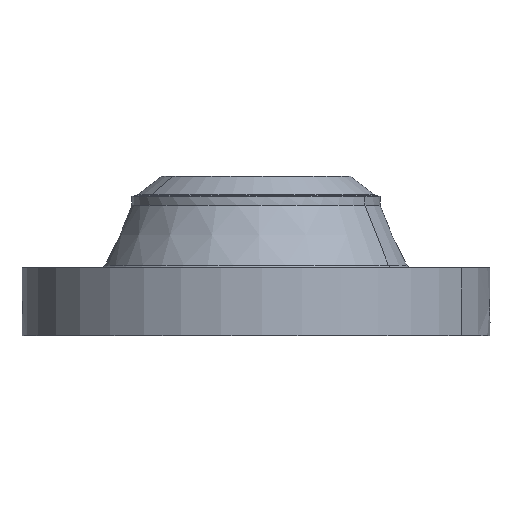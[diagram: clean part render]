
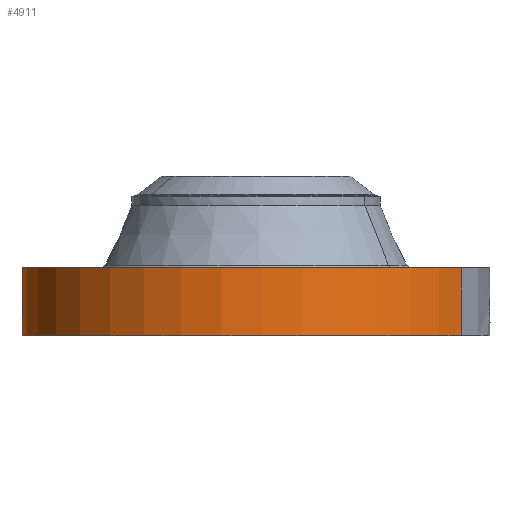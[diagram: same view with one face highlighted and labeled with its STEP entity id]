
A CAD part, left-side view. The second image highlights one B-rep face of the part: STEP entity #4911.
In plain terms, the highlighted cylindrical face has radius 158.75 mm (diameter 317.5 mm), a partial arc.
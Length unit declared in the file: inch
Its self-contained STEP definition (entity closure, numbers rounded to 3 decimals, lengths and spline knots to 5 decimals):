
#3849=AXIS2_PLACEMENT_3D('Circle Axis2P3D',#3847,#3848,$) ;
#4303=AXIS2_PLACEMENT_3D('Circle Axis2P3D',#4301,#4302,$) ;
#4807=AXIS2_PLACEMENT_3D('Cylinder Axis2P3D',#4804,#4805,#4806) ;
#3847=CARTESIAN_POINT('Axis2P3D Location',(0.,0.,0.)) ;
#3851=CARTESIAN_POINT('Vertex',(-2.99641,-5.48489,0.)) ;
#3853=CARTESIAN_POINT('Vertex',(2.99641,5.48489,0.)) ;
#4296=CARTESIAN_POINT('Vertex',(2.99641,5.48489,1.813)) ;
#4298=CARTESIAN_POINT('Vertex',(-2.99641,-5.48489,1.813)) ;
#4301=CARTESIAN_POINT('Axis2P3D Location',(0.,0.,1.813)) ;
#4804=CARTESIAN_POINT('Axis2P3D Location',(0.,0.,2.1265)) ;
#4809=CARTESIAN_POINT('Line Origine',(-2.99641,-5.48489,0.9065)) ;
#4814=CARTESIAN_POINT('Line Origine',(2.99641,5.48489,0.9065)) ;
#4826=CARTESIAN_POINT('Control Point',(-0.06146,6.2497,1.09873)) ;
#4827=CARTESIAN_POINT('Control Point',(-0.04142,6.24989,1.10227)) ;
#4828=CARTESIAN_POINT('Control Point',(-0.02107,6.25,1.10408)) ;
#4829=CARTESIAN_POINT('Control Point',(-0.00072,6.25,1.10412)) ;
#4830=CARTESIAN_POINT('Vertex',(-0.06145,6.2497,1.09874)) ;
#4832=CARTESIAN_POINT('Vertex',(-0.00072,6.25,1.10412)) ;
#4836=CARTESIAN_POINT('Control Point',(-0.06145,6.2497,1.09874)) ;
#4837=CARTESIAN_POINT('Control Point',(-0.0996,6.24932,1.09347)) ;
#4838=CARTESIAN_POINT('Control Point',(-0.1369,6.24859,1.0813)) ;
#4839=CARTESIAN_POINT('Control Point',(-0.17107,6.24766,1.06317)) ;
#4840=CARTESIAN_POINT('Vertex',(-0.17107,6.24766,1.06317)) ;
#4844=CARTESIAN_POINT('Control Point',(-0.02962,6.24993,0.34109)) ;
#4845=CARTESIAN_POINT('Control Point',(-0.08507,6.24967,0.34817)) ;
#4846=CARTESIAN_POINT('Control Point',(-0.1389,6.2488,0.36572)) ;
#4847=CARTESIAN_POINT('Control Point',(-0.18831,6.2474,0.39315)) ;
#4848=CARTESIAN_POINT('Control Point',(-0.27645,6.24416,0.46546)) ;
#4849=CARTESIAN_POINT('Control Point',(-0.33331,6.24118,0.56232)) ;
#4850=CARTESIAN_POINT('Control Point',(-0.35308,6.24003,0.61611)) ;
#4851=CARTESIAN_POINT('Control Point',(-0.36915,6.23909,0.7046)) ;
#4852=CARTESIAN_POINT('Control Point',(-0.36095,6.23957,0.79253)) ;
#4853=CARTESIAN_POINT('Control Point',(-0.35458,6.23994,0.82463)) ;
#4854=CARTESIAN_POINT('Control Point',(-0.33041,6.24131,0.90289)) ;
#4855=CARTESIAN_POINT('Control Point',(-0.28646,6.24353,0.97242)) ;
#4856=CARTESIAN_POINT('Control Point',(-0.25327,6.24503,1.00959)) ;
#4857=CARTESIAN_POINT('Control Point',(-0.21421,6.24648,1.04028)) ;
#4858=CARTESIAN_POINT('Control Point',(-0.17107,6.24766,1.06317)) ;
#4859=CARTESIAN_POINT('Vertex',(-0.02962,6.24993,0.34109)) ;
#4863=CARTESIAN_POINT('Control Point',(-0.02962,6.24993,0.34109)) ;
#4864=CARTESIAN_POINT('Control Point',(-0.01974,6.24998,0.34086)) ;
#4865=CARTESIAN_POINT('Control Point',(-0.00986,6.25,0.34096)) ;
#4866=CARTESIAN_POINT('Control Point',(0.,6.25,0.34137)) ;
#4867=CARTESIAN_POINT('Vertex',(0.,6.25,0.34137)) ;
#4871=CARTESIAN_POINT('Control Point',(0.19391,6.24699,0.39506)) ;
#4872=CARTESIAN_POINT('Control Point',(0.1347,6.24883,0.36255)) ;
#4873=CARTESIAN_POINT('Control Point',(0.0678,6.25,0.34425)) ;
#4874=CARTESIAN_POINT('Control Point',(0.,6.25,0.34137)) ;
#4875=CARTESIAN_POINT('Vertex',(0.19391,6.24699,0.39506)) ;
#4879=CARTESIAN_POINT('Control Point',(0.19391,6.24699,0.39506)) ;
#4880=CARTESIAN_POINT('Control Point',(0.22336,6.24608,0.41124)) ;
#4881=CARTESIAN_POINT('Control Point',(0.25122,6.24504,0.43031)) ;
#4882=CARTESIAN_POINT('Control Point',(0.27708,6.24393,0.45213)) ;
#4883=CARTESIAN_POINT('Control Point',(0.34494,6.24068,0.52269)) ;
#4884=CARTESIAN_POINT('Control Point',(0.38913,6.23794,0.61169)) ;
#4885=CARTESIAN_POINT('Control Point',(0.40517,6.23683,0.67566)) ;
#4886=CARTESIAN_POINT('Control Point',(0.40732,6.23675,0.78956)) ;
#4887=CARTESIAN_POINT('Control Point',(0.36819,6.23918,0.89414)) ;
#4888=CARTESIAN_POINT('Control Point',(0.34434,6.2406,0.93551)) ;
#4889=CARTESIAN_POINT('Control Point',(0.27483,6.24427,1.02151)) ;
#4890=CARTESIAN_POINT('Control Point',(0.18052,6.24777,1.07763)) ;
#4891=CARTESIAN_POINT('Control Point',(0.12139,6.24927,1.09831)) ;
#4892=CARTESIAN_POINT('Control Point',(0.06023,6.25,1.10711)) ;
#4893=CARTESIAN_POINT('Control Point',(-0.00003,6.25,1.10415)) ;
#4894=CARTESIAN_POINT('Vertex',(-0.00003,6.25,1.10415)) ;
#4898=CARTESIAN_POINT('Control Point',(-0.00072,6.25,1.10412)) ;
#4899=CARTESIAN_POINT('Control Point',(-0.00037,6.25,1.10414)) ;
#4900=CARTESIAN_POINT('Control Point',(-0.00003,6.25,1.10415)) ;
#3848=DIRECTION('Axis2P3D Direction',(0.,0.,-0.039)) ;
#4302=DIRECTION('Axis2P3D Direction',(0.,0.,-0.039)) ;
#4805=DIRECTION('Axis2P3D Direction',(0.,0.,-0.039)) ;
#4806=DIRECTION('Axis2P3D XDirection',(0.019,0.035,0.)) ;
#4810=DIRECTION('Vector Direction',(0.,0.,-0.039)) ;
#4815=DIRECTION('Vector Direction',(0.,0.,-0.039)) ;
#4811=VECTOR('Line Direction',#4810,0.03937) ;
#4816=VECTOR('Line Direction',#4815,0.03937) ;
#4820=ORIENTED_EDGE('',*,*,#3855,.F.) ;
#4821=ORIENTED_EDGE('',*,*,#4813,.T.) ;
#4822=ORIENTED_EDGE('',*,*,#4305,.T.) ;
#4823=ORIENTED_EDGE('',*,*,#4818,.F.) ;
#4903=ORIENTED_EDGE('',*,*,#4834,.F.) ;
#4904=ORIENTED_EDGE('',*,*,#4842,.T.) ;
#4905=ORIENTED_EDGE('',*,*,#4861,.F.) ;
#4906=ORIENTED_EDGE('',*,*,#4869,.T.) ;
#4907=ORIENTED_EDGE('',*,*,#4877,.F.) ;
#4908=ORIENTED_EDGE('',*,*,#4896,.T.) ;
#4909=ORIENTED_EDGE('',*,*,#4901,.F.) ;
#4910=FACE_BOUND('',#4902,.T.) ;
#4911=ADVANCED_FACE('PartBody',(#4824,#4910),#4808,.T.) ;
#4825=B_SPLINE_CURVE_WITH_KNOTS('',3,(#4826,#4827,#4828,#4829),.UNSPECIFIED.,.F.,.U.,(4,4),(4.26351,6.52163),.UNSPECIFIED.) ;
#4835=B_SPLINE_CURVE_WITH_KNOTS('',3,(#4836,#4837,#4838,#4839),.UNSPECIFIED.,.F.,.U.,(4,4),(0.,4.32778),.UNSPECIFIED.) ;
#4843=B_SPLINE_CURVE_WITH_KNOTS('',5,(#4844,#4845,#4846,#4847,#4848,#4849,#4850,#4851,#4852,#4853,#4854,#4855,#4856,#4857,#4858),.UNSPECIFIED.,.F.,.U.,(6,3,3,3,6),(0.,9.71433,19.93762,25.96325,35.07043),.UNSPECIFIED.) ;
#4862=B_SPLINE_CURVE_WITH_KNOTS('',3,(#4863,#4864,#4865,#4866),.UNSPECIFIED.,.F.,.U.,(4,4),(0.,1.03063),.UNSPECIFIED.) ;
#4870=B_SPLINE_CURVE_WITH_KNOTS('',3,(#4871,#4872,#4873,#4874),.UNSPECIFIED.,.F.,.U.,(4,4),(0.,7.08529),.UNSPECIFIED.) ;
#4878=B_SPLINE_CURVE_WITH_KNOTS('',5,(#4879,#4880,#4881,#4882,#4883,#4884,#4885,#4886,#4887,#4888,#4889,#4890,#4891,#4892,#4893),.UNSPECIFIED.,.F.,.U.,(6,3,3,3,6),(0.,5.87429,17.01547,25.37621,36.63941),.UNSPECIFIED.) ;
#4897=B_SPLINE_CURVE_WITH_KNOTS('',2,(#4898,#4899,#4900),.UNSPECIFIED.,.F.,.U.,(3,3),(1.0716,1.09742),.UNSPECIFIED.) ;
#3850=CIRCLE('generated circle',#3849,6.25) ;
#4304=CIRCLE('generated circle',#4303,6.25) ;
#4808=CYLINDRICAL_SURFACE('generated cylinder',#4807,6.25) ;
#3855=EDGE_CURVE('',#3852,#3854,#3850,.T.) ;
#4305=EDGE_CURVE('',#4299,#4297,#4304,.T.) ;
#4813=EDGE_CURVE('',#3852,#4299,#4812,.F.) ;
#4818=EDGE_CURVE('',#3854,#4297,#4817,.F.) ;
#4834=EDGE_CURVE('',#4831,#4833,#4825,.T.) ;
#4842=EDGE_CURVE('',#4831,#4841,#4835,.T.) ;
#4861=EDGE_CURVE('',#4860,#4841,#4843,.T.) ;
#4869=EDGE_CURVE('',#4860,#4868,#4862,.T.) ;
#4877=EDGE_CURVE('',#4876,#4868,#4870,.T.) ;
#4896=EDGE_CURVE('',#4876,#4895,#4878,.T.) ;
#4901=EDGE_CURVE('',#4833,#4895,#4897,.T.) ;
#4819=EDGE_LOOP('',(#4820,#4821,#4822,#4823)) ;
#4902=EDGE_LOOP('',(#4903,#4904,#4905,#4906,#4907,#4908,#4909)) ;
#4824=FACE_OUTER_BOUND('',#4819,.T.) ;
#4812=LINE('Line',#4809,#4811) ;
#4817=LINE('Line',#4814,#4816) ;
#3852=VERTEX_POINT('',#3851) ;
#3854=VERTEX_POINT('',#3853) ;
#4297=VERTEX_POINT('',#4296) ;
#4299=VERTEX_POINT('',#4298) ;
#4831=VERTEX_POINT('',#4830) ;
#4833=VERTEX_POINT('',#4832) ;
#4841=VERTEX_POINT('',#4840) ;
#4860=VERTEX_POINT('',#4859) ;
#4868=VERTEX_POINT('',#4867) ;
#4876=VERTEX_POINT('',#4875) ;
#4895=VERTEX_POINT('',#4894) ;
